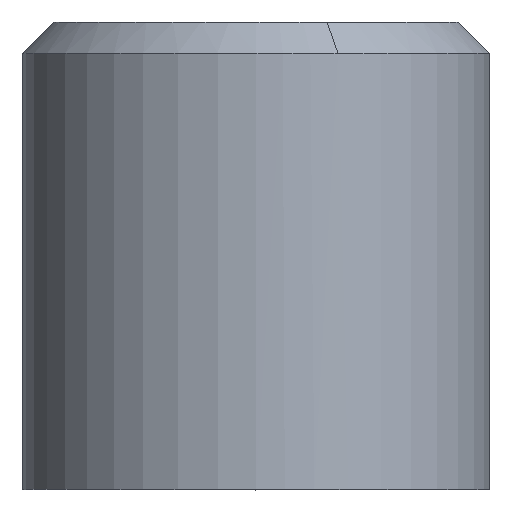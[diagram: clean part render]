
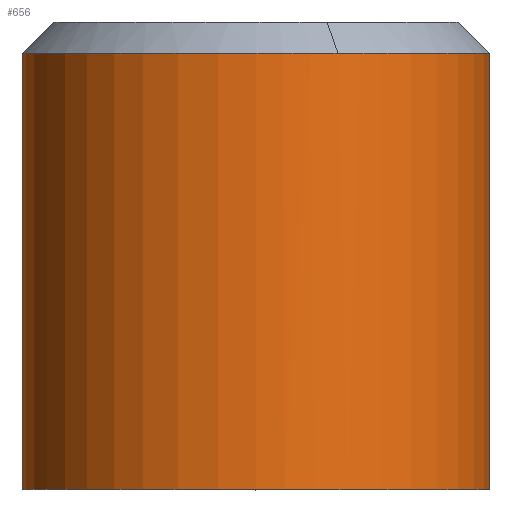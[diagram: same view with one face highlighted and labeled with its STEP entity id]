
A CAD part, top view. The second image highlights one B-rep face of the part: STEP entity #656.
In plain terms, the highlighted free-form (B-spline) face has degree [2, 1] with [7, 2] control points.
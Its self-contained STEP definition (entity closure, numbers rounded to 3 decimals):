
#402=CARTESIAN_POINT('',(2.637,14.,7.021));
#403=VERTEX_POINT('',#402);
#404=CARTESIAN_POINT('',(0.0,14.0,7.5));
#405=VERTEX_POINT('',#404);
#406=CARTESIAN_POINT('',(2.637,14.,7.021));
#407=CARTESIAN_POINT('',(1.362,14.,7.5));
#408=CARTESIAN_POINT('',(0.0,14.0,7.5));
#416=(BOUNDED_CURVE()B_SPLINE_CURVE(2,(#406,#407,#408),.UNSPECIFIED.,.F.,.U.)B_SPLINE_CURVE_WITH_KNOTS((3,3),(0.44,0.5),.UNSPECIFIED.)CURVE()GEOMETRIC_REPRESENTATION_ITEM()RATIONAL_B_SPLINE_CURVE((0.893,0.93,1.0))REPRESENTATION_ITEM(''));
#417=EDGE_CURVE('',#403,#405,#416,.T.);
#456=CARTESIAN_POINT('',(-7.486,14.,0.458));
#457=VERTEX_POINT('',#456);
#463=CARTESIAN_POINT('',(0.0,14.0,7.5));
#464=CARTESIAN_POINT('',(-7.055,14.,7.5));
#465=CARTESIAN_POINT('',(-7.486,14.,0.458));
#473=(BOUNDED_CURVE()B_SPLINE_CURVE(2,(#463,#464,#465),.UNSPECIFIED.,.F.,.U.)B_SPLINE_CURVE_WITH_KNOTS((3,3),(0.5,0.739),.UNSPECIFIED.)CURVE()GEOMETRIC_REPRESENTATION_ITEM()RATIONAL_B_SPLINE_CURVE((1.0,0.72,0.976))REPRESENTATION_ITEM(''));
#474=EDGE_CURVE('',#405,#457,#473,.T.);
#501=CARTESIAN_POINT('',(7.448,14.0,-0.885));
#502=VERTEX_POINT('',#501);
#503=CARTESIAN_POINT('',(7.448,14.,-0.885));
#504=CARTESIAN_POINT('',(7.5,14.0,-0.444));
#505=CARTESIAN_POINT('',(7.5,14.0,0.));
#506=CARTESIAN_POINT('',(7.5,14.,5.195));
#507=CARTESIAN_POINT('',(2.637,14.,7.021));
#515=(BOUNDED_CURVE()B_SPLINE_CURVE(2,(#503,#504,#505,#506,#507),.UNSPECIFIED.,.F.,.U.)B_SPLINE_CURVE_WITH_KNOTS((3,2,3),(0.23,0.25,0.44),.UNSPECIFIED.)CURVE()GEOMETRIC_REPRESENTATION_ITEM()RATIONAL_B_SPLINE_CURVE((0.956,0.976,1.0,0.777,0.893))REPRESENTATION_ITEM(''));
#516=EDGE_CURVE('',#502,#403,#515,.T.);
#585=CARTESIAN_POINT('',(7.448,14.35,-0.885));
#586=CARTESIAN_POINT('',(7.473,14.35,-0.672));
#587=CARTESIAN_POINT('',(7.486,14.35,-0.458));
#588=CARTESIAN_POINT('',(7.944,14.35,7.028));
#589=CARTESIAN_POINT('',(0.458,14.35,7.486));
#590=CARTESIAN_POINT('',(-7.028,14.35,7.944));
#591=CARTESIAN_POINT('',(-7.486,14.35,0.458));
#592=CARTESIAN_POINT('',(7.448,-0.359,-0.885));
#593=CARTESIAN_POINT('',(7.473,-0.359,-0.672));
#594=CARTESIAN_POINT('',(7.486,-0.359,-0.458));
#595=CARTESIAN_POINT('',(7.944,-0.359,7.028));
#596=CARTESIAN_POINT('',(0.458,-0.359,7.486));
#597=CARTESIAN_POINT('',(-7.028,-0.359,7.944));
#598=CARTESIAN_POINT('',(-7.486,-0.359,0.458));
#606=(BOUNDED_SURFACE()B_SPLINE_SURFACE(2,1,((#585,#592),(#586,#593),(#587,#594),(#588,#595),(#589,#596),(#590,#597),(#591,#598)),.UNSPECIFIED.,.F.,.F.,.U.)B_SPLINE_SURFACE_WITH_KNOTS((3,2,2,3),(2,2),(0.0,0.497,12.923,25.35),(0.0,14.709),.UNSPECIFIED.)GEOMETRIC_REPRESENTATION_ITEM()RATIONAL_B_SPLINE_SURFACE(((0.978,0.978),(0.988,0.988),(1.0,1.0),(0.707,0.707),(1.0,1.0),(0.707,0.707),(1.0,1.0)))REPRESENTATION_ITEM('')SURFACE());
#607=CARTESIAN_POINT('',(7.448,0.,-0.885));
#608=VERTEX_POINT('',#607);
#609=CARTESIAN_POINT('',(0.0,0.,7.5));
#610=VERTEX_POINT('',#609);
#611=CARTESIAN_POINT('',(7.448,0.,-0.885));
#612=CARTESIAN_POINT('',(7.5,0.,-0.444));
#613=CARTESIAN_POINT('',(7.5,0.,0.));
#614=CARTESIAN_POINT('',(7.5,0.,7.5));
#615=CARTESIAN_POINT('',(0.0,0.,7.5));
#623=(BOUNDED_CURVE()B_SPLINE_CURVE(2,(#611,#612,#613,#614,#615),.UNSPECIFIED.,.F.,.U.)B_SPLINE_CURVE_WITH_KNOTS((3,2,3),(0.23,0.25,0.5),.UNSPECIFIED.)CURVE()GEOMETRIC_REPRESENTATION_ITEM()RATIONAL_B_SPLINE_CURVE((0.956,0.976,1.0,0.707,1.0))REPRESENTATION_ITEM(''));
#624=EDGE_CURVE('',#608,#610,#623,.T.);
#625=ORIENTED_EDGE('',*,*,#624,.F.);
#626=CARTESIAN_POINT('',(7.448,14.0,-0.885));
#627=CARTESIAN_POINT('',(7.448,0.,-0.885));
#628=QUASI_UNIFORM_CURVE('',1,(#626,#627),.UNSPECIFIED.,.F.,.U.);
#629=EDGE_CURVE('',#502,#608,#628,.T.);
#630=ORIENTED_EDGE('',*,*,#629,.F.);
#631=ORIENTED_EDGE('',*,*,#516,.T.);
#632=ORIENTED_EDGE('',*,*,#417,.T.);
#633=ORIENTED_EDGE('',*,*,#474,.T.);
#634=CARTESIAN_POINT('',(-7.486,0.,0.458));
#635=VERTEX_POINT('',#634);
#636=CARTESIAN_POINT('',(-7.486,14.,0.458));
#637=CARTESIAN_POINT('',(-7.486,0.,0.458));
#638=QUASI_UNIFORM_CURVE('',1,(#636,#637),.UNSPECIFIED.,.F.,.U.);
#639=EDGE_CURVE('',#457,#635,#638,.T.);
#640=ORIENTED_EDGE('',*,*,#639,.T.);
#641=CARTESIAN_POINT('',(0.0,0.,7.5));
#642=CARTESIAN_POINT('',(-7.055,0.,7.5));
#643=CARTESIAN_POINT('',(-7.486,0.,0.458));
#651=(BOUNDED_CURVE()B_SPLINE_CURVE(2,(#641,#642,#643),.UNSPECIFIED.,.F.,.U.)B_SPLINE_CURVE_WITH_KNOTS((3,3),(0.5,0.739),.UNSPECIFIED.)CURVE()GEOMETRIC_REPRESENTATION_ITEM()RATIONAL_B_SPLINE_CURVE((1.0,0.72,0.976))REPRESENTATION_ITEM(''));
#652=EDGE_CURVE('',#610,#635,#651,.T.);
#653=ORIENTED_EDGE('',*,*,#652,.F.);
#654=EDGE_LOOP('',(#625,#630,#631,#632,#633,#640,#653));
#655=FACE_OUTER_BOUND('',#654,.T.);
#656=ADVANCED_FACE('',(#655),#606,.T.);
